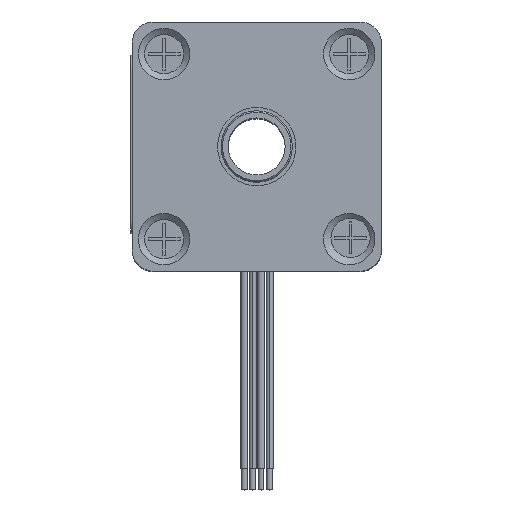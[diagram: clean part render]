
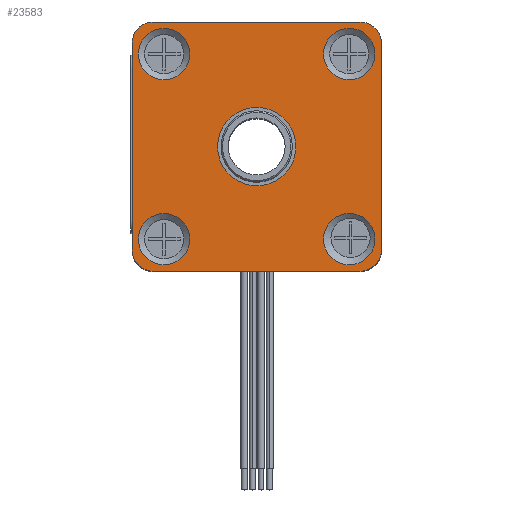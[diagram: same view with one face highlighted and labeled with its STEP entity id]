
A CAD part, top view. The second image highlights one B-rep face of the part: STEP entity #23583.
In plain terms, the highlighted face is planar.
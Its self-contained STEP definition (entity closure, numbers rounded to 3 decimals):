
#440=LINE('',#35711,#2618);
#441=LINE('',#35715,#2619);
#442=LINE('',#35719,#2620);
#443=LINE('',#35722,#2621);
#2618=VECTOR('',#27993,29.);
#2619=VECTOR('',#27996,29.);
#2620=VECTOR('',#27999,29.);
#2621=VECTOR('',#28002,29.);
#4732=PLANE('',#24981);
#5416=FACE_BOUND('',#6969,.T.);
#5417=FACE_BOUND('',#6970,.T.);
#5418=FACE_BOUND('',#6971,.T.);
#5419=FACE_BOUND('',#6972,.T.);
#5420=FACE_BOUND('',#6973,.T.);
#5604=FACE_OUTER_BOUND('',#6968,.T.);
#6968=EDGE_LOOP('',(#15883,#15884,#15885,#15886,#15887,#15888,#15889,#15890));
#6969=EDGE_LOOP('',(#15891));
#6970=EDGE_LOOP('',(#15892));
#6971=EDGE_LOOP('',(#15893));
#6972=EDGE_LOOP('',(#15894));
#6973=EDGE_LOOP('',(#15895));
#8375=CIRCLE('',#24940,5.5);
#8390=CIRCLE('',#24982,3.);
#8391=CIRCLE('',#24983,3.);
#8392=CIRCLE('',#24984,3.);
#8393=CIRCLE('',#24985,3.);
#8394=CIRCLE('',#24986,3.607);
#8395=CIRCLE('',#24987,3.607);
#8396=CIRCLE('',#24988,3.607);
#8397=CIRCLE('',#24989,3.607);
#9669=VERTEX_POINT('',#35538);
#9728=VERTEX_POINT('',#35707);
#9729=VERTEX_POINT('',#35708);
#9730=VERTEX_POINT('',#35710);
#9731=VERTEX_POINT('',#35712);
#9732=VERTEX_POINT('',#35714);
#9733=VERTEX_POINT('',#35716);
#9734=VERTEX_POINT('',#35718);
#9735=VERTEX_POINT('',#35720);
#9736=VERTEX_POINT('',#35723);
#9737=VERTEX_POINT('',#35725);
#9738=VERTEX_POINT('',#35727);
#9739=VERTEX_POINT('',#35729);
#12076=EDGE_CURVE('',#9669,#9669,#8375,.F.);
#12159=EDGE_CURVE('',#9728,#9729,#8390,.T.);
#12160=EDGE_CURVE('',#9730,#9728,#440,.T.);
#12161=EDGE_CURVE('',#9731,#9730,#8391,.T.);
#12162=EDGE_CURVE('',#9732,#9731,#441,.T.);
#12163=EDGE_CURVE('',#9733,#9732,#8392,.T.);
#12164=EDGE_CURVE('',#9734,#9733,#442,.T.);
#12165=EDGE_CURVE('',#9735,#9734,#8393,.T.);
#12166=EDGE_CURVE('',#9729,#9735,#443,.T.);
#12167=EDGE_CURVE('',#9736,#9736,#8394,.T.);
#12168=EDGE_CURVE('',#9737,#9737,#8395,.T.);
#12169=EDGE_CURVE('',#9738,#9738,#8396,.T.);
#12170=EDGE_CURVE('',#9739,#9739,#8397,.T.);
#15883=ORIENTED_EDGE('',*,*,#12159,.F.);
#15884=ORIENTED_EDGE('',*,*,#12160,.F.);
#15885=ORIENTED_EDGE('',*,*,#12161,.F.);
#15886=ORIENTED_EDGE('',*,*,#12162,.F.);
#15887=ORIENTED_EDGE('',*,*,#12163,.F.);
#15888=ORIENTED_EDGE('',*,*,#12164,.F.);
#15889=ORIENTED_EDGE('',*,*,#12165,.F.);
#15890=ORIENTED_EDGE('',*,*,#12166,.F.);
#15891=ORIENTED_EDGE('',*,*,#12076,.T.);
#15892=ORIENTED_EDGE('',*,*,#12167,.T.);
#15893=ORIENTED_EDGE('',*,*,#12168,.T.);
#15894=ORIENTED_EDGE('',*,*,#12169,.T.);
#15895=ORIENTED_EDGE('',*,*,#12170,.T.);
#23583=ADVANCED_FACE('',(#5604,#5416,#5417,#5418,#5419,#5420),#4732,.F.);
#24940=AXIS2_PLACEMENT_3D('',#35539,#27839,#27840);
#24981=AXIS2_PLACEMENT_3D('',#35706,#27989,#27990);
#24982=AXIS2_PLACEMENT_3D('',#35709,#27991,#27992);
#24983=AXIS2_PLACEMENT_3D('',#35713,#27994,#27995);
#24984=AXIS2_PLACEMENT_3D('',#35717,#27997,#27998);
#24985=AXIS2_PLACEMENT_3D('',#35721,#28000,#28001);
#24986=AXIS2_PLACEMENT_3D('',#35724,#28003,#28004);
#24987=AXIS2_PLACEMENT_3D('',#35726,#28005,#28006);
#24988=AXIS2_PLACEMENT_3D('',#35728,#28007,#28008);
#24989=AXIS2_PLACEMENT_3D('',#35730,#28009,#28010);
#27839=DIRECTION('center_axis',(0.,0.,-1.));
#27840=DIRECTION('ref_axis',(-1.,0.,0.));
#27989=DIRECTION('center_axis',(0.,0.,1.));
#27990=DIRECTION('ref_axis',(1.,0.,0.));
#27991=DIRECTION('center_axis',(0.,0.,1.));
#27992=DIRECTION('ref_axis',(1.,0.,0.));
#27993=DIRECTION('',(1.,0.,0.));
#27994=DIRECTION('center_axis',(0.,0.,1.));
#27995=DIRECTION('ref_axis',(1.,0.,0.));
#27996=DIRECTION('',(0.,-1.,0.));
#27997=DIRECTION('center_axis',(0.,0.,1.));
#27998=DIRECTION('ref_axis',(1.,0.,0.));
#27999=DIRECTION('',(-1.,0.,0.));
#28000=DIRECTION('center_axis',(0.,0.,1.));
#28001=DIRECTION('ref_axis',(-1.,0.,0.));
#28002=DIRECTION('',(0.,1.,0.));
#28003=DIRECTION('center_axis',(0.,0.,1.));
#28004=DIRECTION('ref_axis',(1.,0.,0.));
#28005=DIRECTION('center_axis',(0.,0.,1.));
#28006=DIRECTION('ref_axis',(1.,0.,0.));
#28007=DIRECTION('center_axis',(0.,0.,1.));
#28008=DIRECTION('ref_axis',(1.,0.,0.));
#28009=DIRECTION('center_axis',(0.,0.,1.));
#28010=DIRECTION('ref_axis',(1.,0.,0.));
#35538=CARTESIAN_POINT('',(-5.5,0.,0.));
#35539=CARTESIAN_POINT('Origin',(0.,0.,0.));
#35706=CARTESIAN_POINT('Origin',(14.5,-14.5,0.));
#35707=CARTESIAN_POINT('',(14.5,-17.5,0.));
#35708=CARTESIAN_POINT('',(17.5,-14.5,0.));
#35709=CARTESIAN_POINT('Origin',(14.5,-14.5,0.));
#35710=CARTESIAN_POINT('',(-14.5,-17.5,0.));
#35711=CARTESIAN_POINT('',(-14.5,-17.5,0.));
#35712=CARTESIAN_POINT('',(-17.5,-14.5,0.));
#35713=CARTESIAN_POINT('Origin',(-14.5,-14.5,0.));
#35714=CARTESIAN_POINT('',(-17.5,14.5,0.));
#35715=CARTESIAN_POINT('',(-17.5,14.5,0.));
#35716=CARTESIAN_POINT('',(-14.5,17.5,0.));
#35717=CARTESIAN_POINT('Origin',(-14.5,14.5,0.));
#35718=CARTESIAN_POINT('',(14.5,17.5,0.));
#35719=CARTESIAN_POINT('',(14.5,17.5,0.));
#35720=CARTESIAN_POINT('',(17.5,14.5,0.));
#35721=CARTESIAN_POINT('Origin',(14.5,14.5,0.));
#35722=CARTESIAN_POINT('',(17.5,-14.5,0.));
#35723=CARTESIAN_POINT('',(16.607,-13.,0.));
#35724=CARTESIAN_POINT('Origin',(13.,-13.,0.));
#35725=CARTESIAN_POINT('',(-9.393,-13.,0.));
#35726=CARTESIAN_POINT('Origin',(-13.,-13.,0.));
#35727=CARTESIAN_POINT('',(-9.393,13.,0.));
#35728=CARTESIAN_POINT('Origin',(-13.,13.,0.));
#35729=CARTESIAN_POINT('',(16.607,13.,0.));
#35730=CARTESIAN_POINT('Origin',(13.,13.,0.));
